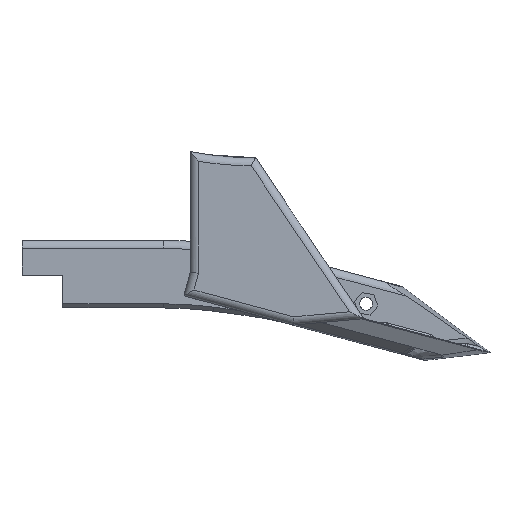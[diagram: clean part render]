
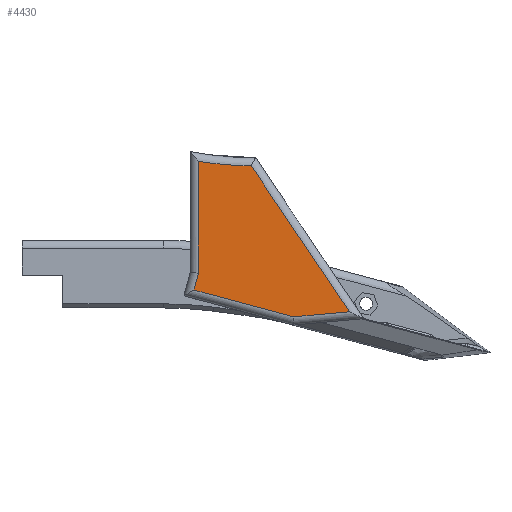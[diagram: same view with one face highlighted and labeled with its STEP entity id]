
A CAD part, front view. The second image highlights one B-rep face of the part: STEP entity #4430.
In plain terms, the highlighted planar face has unit normal (0, -1, 0).
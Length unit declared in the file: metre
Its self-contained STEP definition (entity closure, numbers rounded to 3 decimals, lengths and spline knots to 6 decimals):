
#500=CIRCLE('',#4818,0.176167);
#929=ORIENTED_EDGE('',*,*,#2249,.T.);
#930=ORIENTED_EDGE('',*,*,#2250,.T.);
#931=ORIENTED_EDGE('',*,*,#2251,.T.);
#932=ORIENTED_EDGE('',*,*,#2252,.T.);
#933=ORIENTED_EDGE('',*,*,#2253,.T.);
#934=ORIENTED_EDGE('',*,*,#2254,.T.);
#2249=EDGE_CURVE('',#2913,#2914,#3288,.F.);
#2250=EDGE_CURVE('',#2914,#2915,#3289,.F.);
#2251=EDGE_CURVE('',#2915,#2916,#3290,.F.);
#2252=EDGE_CURVE('',#2916,#2917,#500,.F.);
#2253=EDGE_CURVE('',#2917,#2918,#3291,.F.);
#2254=EDGE_CURVE('',#2918,#2913,#3292,.T.);
#2913=VERTEX_POINT('',#6886);
#2914=VERTEX_POINT('',#6887);
#2915=VERTEX_POINT('',#6889);
#2916=VERTEX_POINT('',#6891);
#2917=VERTEX_POINT('',#6893);
#2918=VERTEX_POINT('',#6895);
#3288=LINE('',#6885,#3554);
#3289=LINE('',#6888,#3555);
#3290=LINE('',#6890,#3556);
#3291=LINE('',#6894,#3557);
#3292=LINE('',#6896,#3558);
#3554=VECTOR('',#5527,1.);
#3555=VECTOR('',#5528,1.);
#3556=VECTOR('',#5529,1.);
#3557=VECTOR('',#5532,1.);
#3558=VECTOR('',#5533,1.);
#3767=EDGE_LOOP('',(#929,#930,#931,#932,#933,#934));
#4064=FACE_BOUND('',#3767,.T.);
#4339=PLANE('',#4817);
#4430=ADVANCED_FACE('',(#4064),#4339,.T.);
#4817=AXIS2_PLACEMENT_3D('',#6884,#5525,#5526);
#4818=AXIS2_PLACEMENT_3D('',#6892,#5530,#5531);
#5525=DIRECTION('',(0.,-1.,0.));
#5526=DIRECTION('',(-1.,0.,0.));
#5527=DIRECTION('',(-0.966,0.,0.259));
#5528=DIRECTION('',(-0.996,0.,-0.09));
#5529=DIRECTION('',(0.558,0.,-0.83));
#5530=DIRECTION('',(0.,-1.,0.));
#5531=DIRECTION('',(0.,0.,-1.));
#5532=DIRECTION('',(0.,0.,1.));
#5533=DIRECTION('',(-0.259,0.,-0.966));
#6884=CARTESIAN_POINT('',(0.025789,-0.170401,0.028893));
#6885=CARTESIAN_POINT('',(0.036237,-0.170401,-0.009702));
#6886=CARTESIAN_POINT('',(-0.013365,-0.170401,0.003589));
#6887=CARTESIAN_POINT('',(0.03555,-0.170401,-0.009518));
#6888=CARTESIAN_POINT('',(0.069482,-0.170401,-0.006441));
#6889=CARTESIAN_POINT('',(0.062752,-0.170401,-0.007051));
#6890=CARTESIAN_POINT('',(0.013523,-0.170401,0.066118));
#6891=CARTESIAN_POINT('',(0.014703,-0.170401,0.064364));
#6892=CARTESIAN_POINT('',(0.016842,-0.170401,0.240518));
#6893=CARTESIAN_POINT('',(-0.011158,-0.170401,0.066591));
#6894=CARTESIAN_POINT('',(-0.011158,-0.170401,0.012351));
#6895=CARTESIAN_POINT('',(-0.011158,-0.170401,0.011825));
#6896=CARTESIAN_POINT('',(-0.004416,-0.170401,0.036986));
